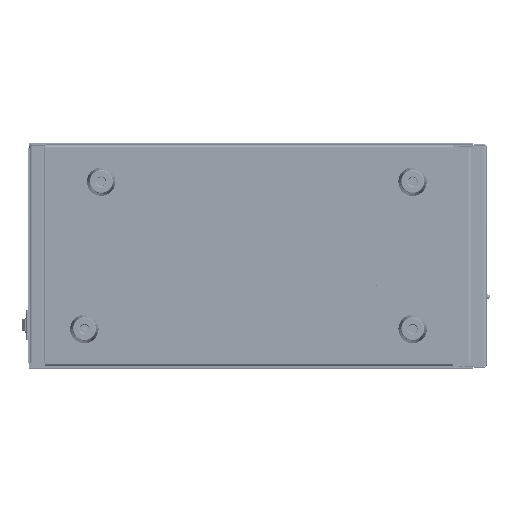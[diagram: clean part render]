
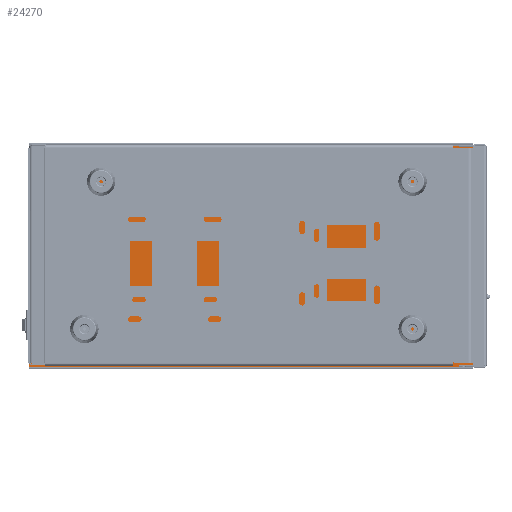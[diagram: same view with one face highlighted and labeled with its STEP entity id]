
A CAD part, top view. The second image highlights one B-rep face of the part: STEP entity #24270.
In plain terms, the highlighted planar face has unit normal (0, 0, 1).
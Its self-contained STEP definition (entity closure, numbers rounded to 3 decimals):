
#2632=FACE_OUTER_BOUND('',#30851,.T.);
#8142=LINE('',#110207,#13546);
#8158=LINE('',#110716,#13562);
#8164=LINE('',#110731,#13568);
#8165=LINE('',#110733,#13569);
#13546=VECTOR('',#90549,1.);
#13562=VECTOR('',#91523,1.);
#13568=VECTOR('',#91543,1.);
#13569=VECTOR('',#91546,1.);
#21611=PLANE('',#74169);
#24270=ADVANCED_FACE('NONE',(#2632),#21611,.T.);
#30851=EDGE_LOOP('',(#46378,#46379,#46380,#46381));
#46378=ORIENTED_EDGE('',*,*,#63986,.T.);
#46379=ORIENTED_EDGE('',*,*,#63491,.T.);
#46380=ORIENTED_EDGE('',*,*,#63985,.T.);
#46381=ORIENTED_EDGE('',*,*,#63977,.F.);
#55214=VERTEX_POINT('',#110208);
#55215=VERTEX_POINT('',#110209);
#55226=VERTEX_POINT('',#110713);
#55227=VERTEX_POINT('',#110715);
#63491=EDGE_CURVE('NONE',#55214,#55215,#8142,.T.);
#63977=EDGE_CURVE('NONE',#55227,#55226,#8158,.T.);
#63985=EDGE_CURVE('NONE',#55215,#55226,#8164,.T.);
#63986=EDGE_CURVE('NONE',#55227,#55214,#8165,.T.);
#74169=AXIS2_PLACEMENT_3D('',#110735,#91549,#91550);
#90549=DIRECTION('',(0.,1.,0.));
#91523=DIRECTION('',(0.,1.,0.));
#91543=DIRECTION('',(-1.,0.,0.));
#91546=DIRECTION('',(1.,0.,0.));
#91549=DIRECTION('',(0.,0.,1.));
#91550=DIRECTION('',(1.,0.,0.));
#110207=CARTESIAN_POINT('',(99.2,0.,0.));
#110208=CARTESIAN_POINT('',(99.2,-199.,0.));
#110209=CARTESIAN_POINT('',(99.2,199.,0.));
#110713=CARTESIAN_POINT('',(-99.2,199.,0.));
#110715=CARTESIAN_POINT('',(-99.2,-199.,0.));
#110716=CARTESIAN_POINT('',(-99.2,0.,0.));
#110731=CARTESIAN_POINT('',(429.6,199.,0.));
#110733=CARTESIAN_POINT('',(429.6,-199.,0.));
#110735=CARTESIAN_POINT('',(0.,0.,0.));
